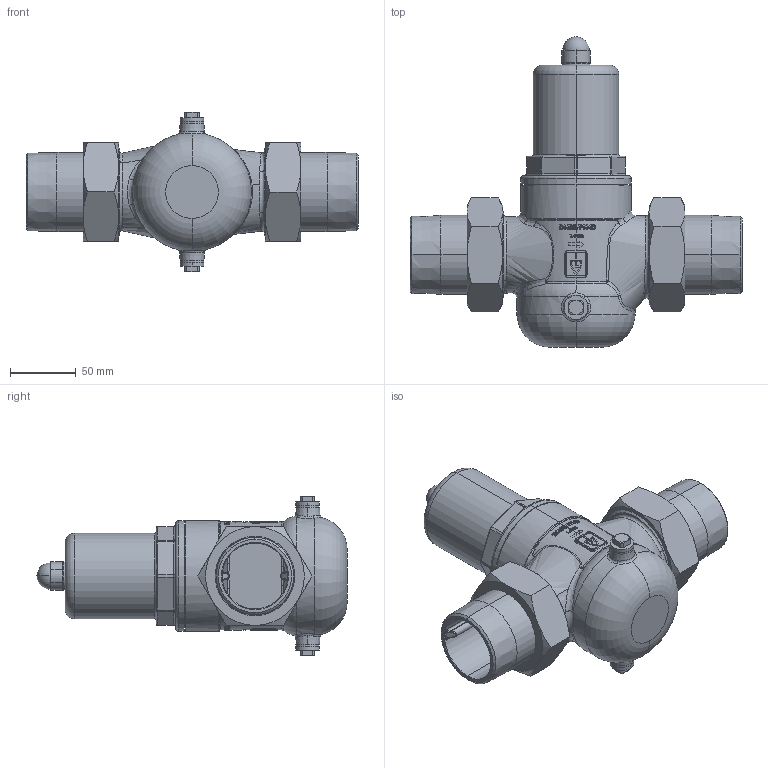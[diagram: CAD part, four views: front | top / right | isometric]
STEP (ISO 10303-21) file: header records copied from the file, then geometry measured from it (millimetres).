
FILE_DESCRIPTION (( 'STEP AP214' ), '1' );
FILE_NAME ('481 HP 2 Dummy.STEP', '2010-08-09T07:43:43', ( '' ), ( '' ), 'SwSTEP 2.0', 'SolidWorks 2010', '' );
FILE_SCHEMA (( 'AUTOMOTIVE_DESIGN' ));
Length unit declared in the file: millimetre
Products named in the file (1): 481 HP 2 Dummy
Bounding box: 252 x 235.5 x 121.4 mm (x, y, z)
Volume: 554978.5 mm3; surface area: 229892.9 mm2
Topology: 11 solids, 11 shells, 1134 faces, 2809 edges, 1739 vertices
Faces by surface type: plane 357, bspline 313, cylinder 252, cone 123, torus 81, sphere 8
Entity records: 68736 total; most frequent: CARTESIAN_POINT 31698, ORIENTED_EDGE 5536, DIRECTION 4388, EDGE_CURVE 2768, VERTEX_POINT 1736, AXIS2_PLACEMENT_3D 1704, EDGE_LOOP 1238, UNCERTAINTY_MEASURE_WITH_UNIT 1147
